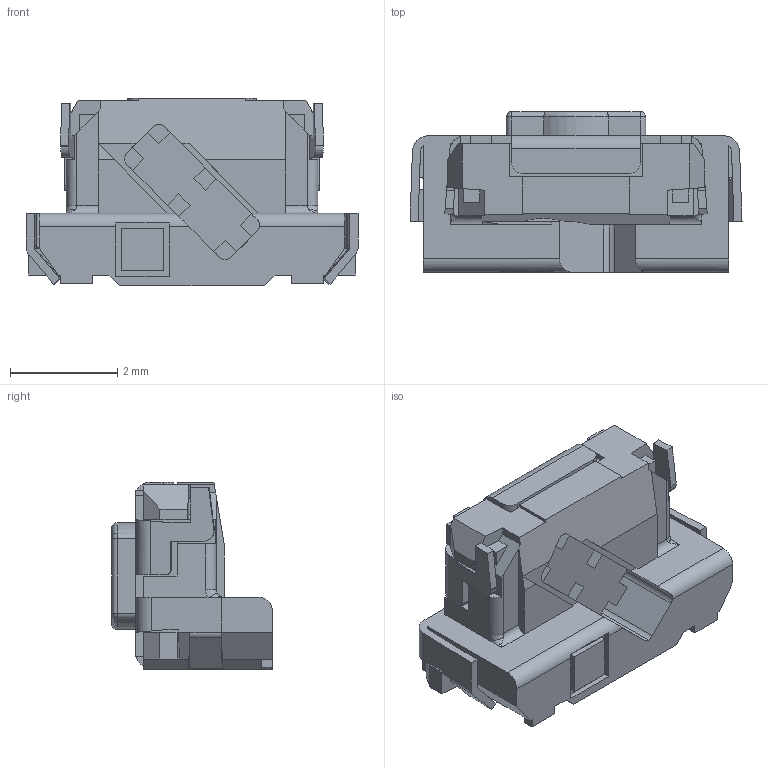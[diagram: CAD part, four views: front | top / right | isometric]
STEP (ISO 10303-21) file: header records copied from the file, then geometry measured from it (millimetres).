
FILE_DESCRIPTION (( 'STEP AP203' ), '1' );
FILE_NAME ('EVQP46B3M.STEP', '2013-05-10T06:48:40', ( '' ), ( '' ), 'SwSTEP 2.0', 'SolidWorks 2011', '' );
FILE_SCHEMA (( 'CONFIG_CONTROL_DESIGN' ));
Length unit declared in the file: millimetre
Products named in the file (1): EVQP46B3M
Bounding box: 6.2 x 3 x 3.5 mm (x, y, z)
Volume: 33.9 mm3; surface area: 101.5 mm2
Topology: 3 solids, 3 shells, 293 faces, 821 edges, 528 vertices
Faces by surface type: plane 222, cylinder 60, bspline 11
Entity records: 9512 total; most frequent: CARTESIAN_POINT 1982, ORIENTED_EDGE 1628, DIRECTION 1455, EDGE_CURVE 814, LINE 669, VECTOR 669, VERTEX_POINT 528, AXIS2_PLACEMENT_3D 393
